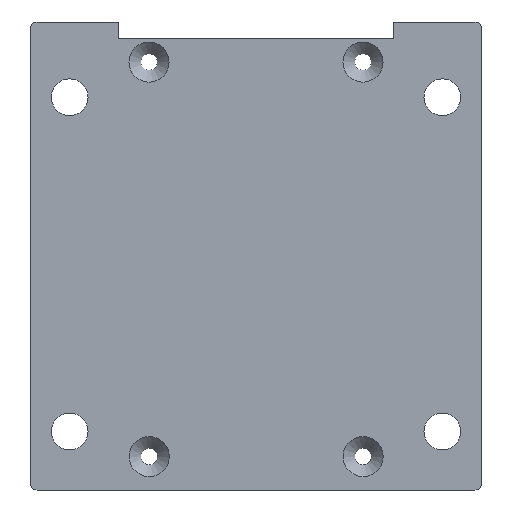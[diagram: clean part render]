
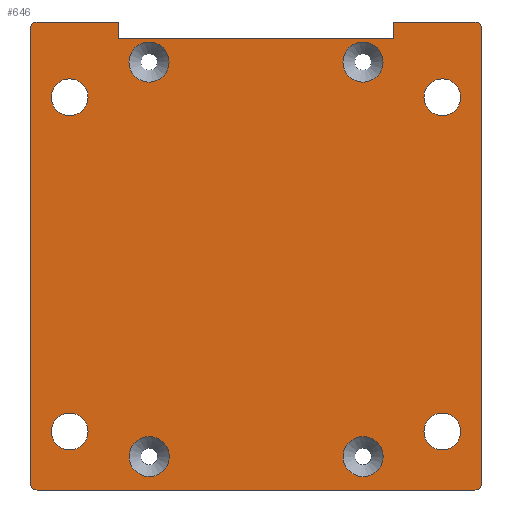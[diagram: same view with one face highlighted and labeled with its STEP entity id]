
A CAD part, front view. The second image highlights one B-rep face of the part: STEP entity #646.
In plain terms, the highlighted planar face has unit normal (0, -1, 0).
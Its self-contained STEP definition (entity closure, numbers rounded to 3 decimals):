
#17=LINE('',#1001,#67);
#19=LINE('',#1005,#69);
#20=LINE('',#1007,#70);
#21=LINE('',#1009,#71);
#22=LINE('',#1013,#72);
#23=LINE('',#1017,#73);
#24=LINE('',#1021,#74);
#25=LINE('',#1024,#75);
#67=VECTOR('',#811,10.);
#69=VECTOR('',#815,10.);
#70=VECTOR('',#816,10.);
#71=VECTOR('',#817,10.);
#72=VECTOR('',#820,10.);
#73=VECTOR('',#823,10.);
#74=VECTOR('',#826,10.);
#75=VECTOR('',#829,10.);
#116=PLANE('',#714);
#155=FACE_BOUND('',#229,.T.);
#156=FACE_BOUND('',#230,.T.);
#157=FACE_BOUND('',#231,.T.);
#158=FACE_BOUND('',#232,.T.);
#159=FACE_BOUND('',#233,.T.);
#160=FACE_BOUND('',#234,.T.);
#161=FACE_BOUND('',#235,.T.);
#162=FACE_BOUND('',#236,.T.);
#184=FACE_OUTER_BOUND('',#228,.T.);
#228=EDGE_LOOP('',(#481,#482,#483,#484,#485,#486,#487,#488,#489,#490,#491,
#492));
#229=EDGE_LOOP('',(#493));
#230=EDGE_LOOP('',(#494));
#231=EDGE_LOOP('',(#495));
#232=EDGE_LOOP('',(#496));
#233=EDGE_LOOP('',(#497));
#234=EDGE_LOOP('',(#498));
#235=EDGE_LOOP('',(#499));
#236=EDGE_LOOP('',(#500));
#275=CIRCLE('',#694,6.);
#278=CIRCLE('',#699,6.);
#281=CIRCLE('',#704,6.);
#284=CIRCLE('',#709,6.);
#287=CIRCLE('',#715,2.);
#288=CIRCLE('',#716,2.);
#289=CIRCLE('',#717,2.);
#290=CIRCLE('',#718,2.);
#291=CIRCLE('',#719,5.5);
#292=CIRCLE('',#720,5.5);
#293=CIRCLE('',#721,5.5);
#294=CIRCLE('',#722,5.5);
#311=VERTEX_POINT('',#963);
#314=VERTEX_POINT('',#971);
#317=VERTEX_POINT('',#979);
#320=VERTEX_POINT('',#987);
#325=VERTEX_POINT('',#998);
#326=VERTEX_POINT('',#1000);
#327=VERTEX_POINT('',#1004);
#328=VERTEX_POINT('',#1006);
#329=VERTEX_POINT('',#1008);
#330=VERTEX_POINT('',#1010);
#331=VERTEX_POINT('',#1012);
#332=VERTEX_POINT('',#1014);
#333=VERTEX_POINT('',#1016);
#334=VERTEX_POINT('',#1018);
#335=VERTEX_POINT('',#1020);
#336=VERTEX_POINT('',#1022);
#337=VERTEX_POINT('',#1025);
#338=VERTEX_POINT('',#1027);
#339=VERTEX_POINT('',#1029);
#340=VERTEX_POINT('',#1031);
#375=EDGE_CURVE('',#311,#311,#275,.T.);
#378=EDGE_CURVE('',#314,#314,#278,.T.);
#381=EDGE_CURVE('',#317,#317,#281,.T.);
#384=EDGE_CURVE('',#320,#320,#284,.T.);
#389=EDGE_CURVE('',#326,#325,#17,.T.);
#391=EDGE_CURVE('',#327,#326,#19,.T.);
#392=EDGE_CURVE('',#325,#328,#20,.T.);
#393=EDGE_CURVE('',#328,#329,#21,.T.);
#394=EDGE_CURVE('',#330,#329,#287,.T.);
#395=EDGE_CURVE('',#330,#331,#22,.T.);
#396=EDGE_CURVE('',#332,#331,#288,.T.);
#397=EDGE_CURVE('',#332,#333,#23,.T.);
#398=EDGE_CURVE('',#334,#333,#289,.T.);
#399=EDGE_CURVE('',#334,#335,#24,.T.);
#400=EDGE_CURVE('',#336,#335,#290,.T.);
#401=EDGE_CURVE('',#336,#327,#25,.T.);
#402=EDGE_CURVE('',#337,#337,#291,.T.);
#403=EDGE_CURVE('',#338,#338,#292,.T.);
#404=EDGE_CURVE('',#339,#339,#293,.T.);
#405=EDGE_CURVE('',#340,#340,#294,.T.);
#481=ORIENTED_EDGE('',*,*,#391,.T.);
#482=ORIENTED_EDGE('',*,*,#389,.T.);
#483=ORIENTED_EDGE('',*,*,#392,.T.);
#484=ORIENTED_EDGE('',*,*,#393,.T.);
#485=ORIENTED_EDGE('',*,*,#394,.F.);
#486=ORIENTED_EDGE('',*,*,#395,.T.);
#487=ORIENTED_EDGE('',*,*,#396,.F.);
#488=ORIENTED_EDGE('',*,*,#397,.T.);
#489=ORIENTED_EDGE('',*,*,#398,.F.);
#490=ORIENTED_EDGE('',*,*,#399,.T.);
#491=ORIENTED_EDGE('',*,*,#400,.F.);
#492=ORIENTED_EDGE('',*,*,#401,.T.);
#493=ORIENTED_EDGE('',*,*,#375,.T.);
#494=ORIENTED_EDGE('',*,*,#378,.T.);
#495=ORIENTED_EDGE('',*,*,#381,.T.);
#496=ORIENTED_EDGE('',*,*,#384,.T.);
#497=ORIENTED_EDGE('',*,*,#402,.T.);
#498=ORIENTED_EDGE('',*,*,#403,.T.);
#499=ORIENTED_EDGE('',*,*,#404,.T.);
#500=ORIENTED_EDGE('',*,*,#405,.T.);
#646=ADVANCED_FACE('',(#184,#155,#156,#157,#158,#159,#160,#161,#162),#116,
 .T.);
#694=AXIS2_PLACEMENT_3D('',#964,#769,#770);
#699=AXIS2_PLACEMENT_3D('',#972,#779,#780);
#704=AXIS2_PLACEMENT_3D('',#980,#789,#790);
#709=AXIS2_PLACEMENT_3D('',#988,#799,#800);
#714=AXIS2_PLACEMENT_3D('',#1003,#813,#814);
#715=AXIS2_PLACEMENT_3D('',#1011,#818,#819);
#716=AXIS2_PLACEMENT_3D('',#1015,#821,#822);
#717=AXIS2_PLACEMENT_3D('',#1019,#824,#825);
#718=AXIS2_PLACEMENT_3D('',#1023,#827,#828);
#719=AXIS2_PLACEMENT_3D('',#1026,#830,#831);
#720=AXIS2_PLACEMENT_3D('',#1028,#832,#833);
#721=AXIS2_PLACEMENT_3D('',#1030,#834,#835);
#722=AXIS2_PLACEMENT_3D('',#1032,#836,#837);
#769=DIRECTION('center_axis',(0.,1.,0.));
#770=DIRECTION('ref_axis',(1.,0.,0.));
#779=DIRECTION('center_axis',(0.,1.,0.));
#780=DIRECTION('ref_axis',(1.,0.,0.));
#789=DIRECTION('center_axis',(0.,1.,0.));
#790=DIRECTION('ref_axis',(1.,0.,0.));
#799=DIRECTION('center_axis',(0.,1.,0.));
#800=DIRECTION('ref_axis',(1.,0.,0.));
#811=DIRECTION('',(-1.,0.,0.));
#813=DIRECTION('center_axis',(0.,-1.,0.));
#814=DIRECTION('ref_axis',(0.,0.,-1.));
#815=DIRECTION('',(0.,0.,-1.));
#816=DIRECTION('',(0.,0.,1.));
#817=DIRECTION('',(-1.,0.,0.));
#818=DIRECTION('center_axis',(0.,1.,0.));
#819=DIRECTION('ref_axis',(-0.707,0.,0.707));
#820=DIRECTION('',(0.,0.,-1.));
#821=DIRECTION('center_axis',(0.,1.,0.));
#822=DIRECTION('ref_axis',(-0.707,0.,-0.707));
#823=DIRECTION('',(1.,0.,0.));
#824=DIRECTION('center_axis',(0.,1.,0.));
#825=DIRECTION('ref_axis',(0.707,0.,-0.707));
#826=DIRECTION('',(0.,0.,1.));
#827=DIRECTION('center_axis',(0.,1.,0.));
#828=DIRECTION('ref_axis',(0.707,0.,0.707));
#829=DIRECTION('',(-1.,0.,0.));
#830=DIRECTION('center_axis',(0.,1.,0.));
#831=DIRECTION('ref_axis',(1.,0.,0.));
#832=DIRECTION('center_axis',(0.,1.,0.));
#833=DIRECTION('ref_axis',(1.,0.,0.));
#834=DIRECTION('center_axis',(0.,1.,0.));
#835=DIRECTION('ref_axis',(1.,0.,0.));
#836=DIRECTION('center_axis',(0.,1.,0.));
#837=DIRECTION('ref_axis',(1.,0.,0.));
#963=CARTESIAN_POINT('',(-25.95,0.,-60.));
#964=CARTESIAN_POINT('Origin',(-31.95,0.,-60.));
#971=CARTESIAN_POINT('',(38.,0.,58.));
#972=CARTESIAN_POINT('Origin',(32.,0.,58.));
#979=CARTESIAN_POINT('',(-26.,0.,58.));
#980=CARTESIAN_POINT('Origin',(-32.,0.,58.));
#987=CARTESIAN_POINT('',(38.05,0.,-60.));
#988=CARTESIAN_POINT('Origin',(32.05,0.,-60.));
#998=CARTESIAN_POINT('',(-41.,0.,65.));
#1000=CARTESIAN_POINT('',(41.,0.,65.));
#1001=CARTESIAN_POINT('',(20.5,0.,65.));
#1003=CARTESIAN_POINT('Origin',(0.,0.,0.));
#1004=CARTESIAN_POINT('',(41.,0.,70.));
#1005=CARTESIAN_POINT('',(41.,0.,35.));
#1006=CARTESIAN_POINT('',(-41.,0.,70.));
#1007=CARTESIAN_POINT('',(-41.,0.,32.5));
#1008=CARTESIAN_POINT('',(-65.5,0.,70.));
#1009=CARTESIAN_POINT('',(67.5,0.,70.));
#1010=CARTESIAN_POINT('',(-67.5,0.,68.));
#1011=CARTESIAN_POINT('Origin',(-65.5,0.,68.));
#1012=CARTESIAN_POINT('',(-67.5,0.,-68.));
#1013=CARTESIAN_POINT('',(-67.5,0.,70.));
#1014=CARTESIAN_POINT('',(-65.5,0.,-70.));
#1015=CARTESIAN_POINT('Origin',(-65.5,0.,-68.));
#1016=CARTESIAN_POINT('',(65.5,0.,-70.));
#1017=CARTESIAN_POINT('',(-67.5,0.,-70.));
#1018=CARTESIAN_POINT('',(67.5,0.,-68.));
#1019=CARTESIAN_POINT('Origin',(65.5,0.,-68.));
#1020=CARTESIAN_POINT('',(67.5,0.,68.));
#1021=CARTESIAN_POINT('',(67.5,0.,-70.));
#1022=CARTESIAN_POINT('',(65.5,0.,70.));
#1023=CARTESIAN_POINT('Origin',(65.5,0.,68.));
#1024=CARTESIAN_POINT('',(67.5,0.,70.));
#1025=CARTESIAN_POINT('',(50.25,0.,-52.5));
#1026=CARTESIAN_POINT('Origin',(55.75,0.,-52.5));
#1027=CARTESIAN_POINT('',(-61.25,0.,-52.5));
#1028=CARTESIAN_POINT('Origin',(-55.75,0.,-52.5));
#1029=CARTESIAN_POINT('',(-61.25,0.,47.5));
#1030=CARTESIAN_POINT('Origin',(-55.75,0.,47.5));
#1031=CARTESIAN_POINT('',(50.25,0.,47.5));
#1032=CARTESIAN_POINT('Origin',(55.75,0.,47.5));
